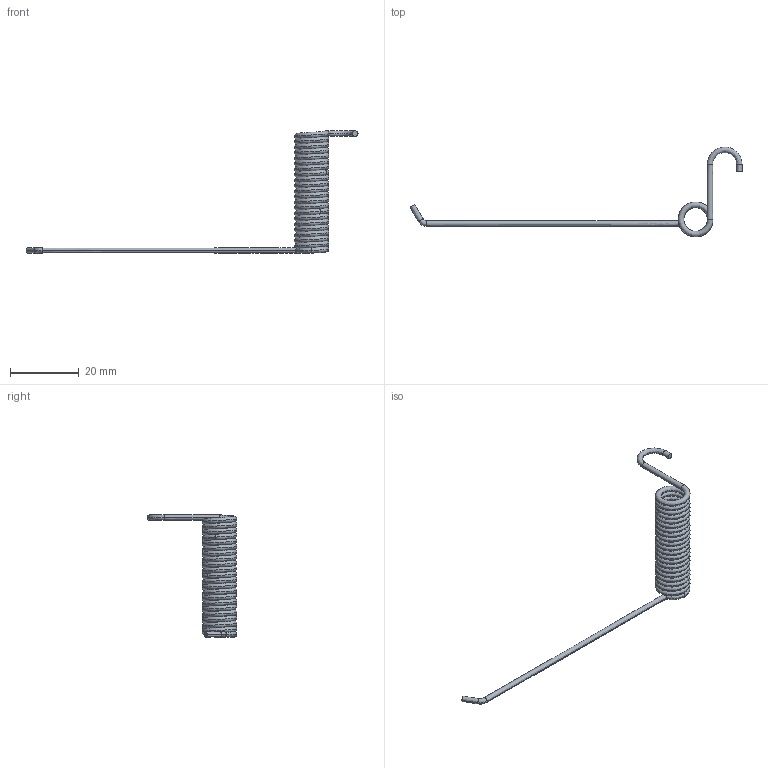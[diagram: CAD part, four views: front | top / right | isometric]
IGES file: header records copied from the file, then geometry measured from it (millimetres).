
Start section:  PTC IGES file: spring.igs
Global section: file name: spring.igs; native system: Pro/ENGINEER by Parametric Technology Corporation; preprocessor: 2010180; author: perfect; organization: Unknown; date: 20130321.171051; units: millimetre
Bounding box: 96.64 x 26.1 x 35.6 mm (x, y, z)
Volume: 1374.6 mm3; surface area: 3438.7 mm2
Topology: 1 solids, 1 shells, 35 faces, 81 edges, 47 vertices
Faces by surface type: bspline 35
